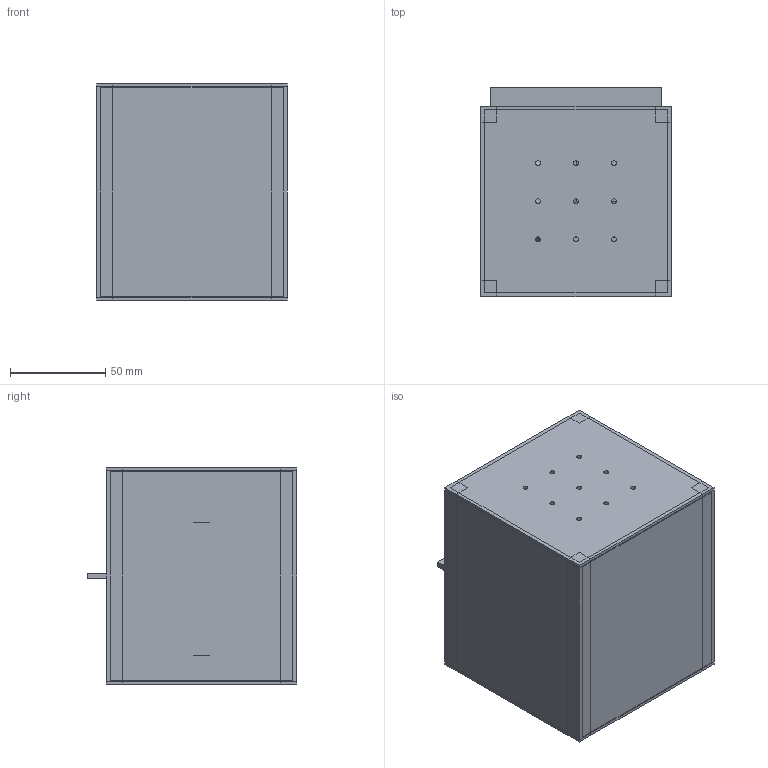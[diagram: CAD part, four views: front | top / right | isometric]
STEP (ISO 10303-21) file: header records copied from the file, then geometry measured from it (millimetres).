
FILE_DESCRIPTION(('FreeCAD Model'),'2;1');
FILE_NAME('Open CASCADE Shape Model','2025-08-26T19:11:42',('Author'),( ''),'Open CASCADE STEP processor 7.8','FreeCAD','Unknown');
FILE_SCHEMA(('AUTOMOTIVE_DESIGN { 1 0 10303 214 1 1 1 1 }'));
Length unit declared in the file: millimetre
Products named in the file (12): Chassis; AssemblyCompound; Baseplate; Cavity; MagYoke; Tank; GridStack; Cathode; Gimbal; ControlZynq; PPU; HVFeedthrough
Bounding box: 100 x 110 x 113.5 mm (x, y, z)
Volume: 857577.4 mm3; surface area: 426824.6 mm2
Topology: 28 solids, 40 shells, 608 faces, 1354 edges, 848 vertices
Faces by surface type: plane 460, cylinder 144, cone 2, sphere 2
Full cylindrical faces by diameter (mm): 1 x2, 2.2 x64, 2.6 x18, 11 x2, 34 x2, 40 x10, 45 x4, 47 x2, 50 x2, 55 x10, 56 x2, 59 x2, 62 x2, 65 x2
Entity records: 37269 total; most frequent: CARTESIAN_POINT 9623, DIRECTION 4904, LINE 2888, VECTOR 2888, ORIENTED_EDGE 2704, PCURVE 2704, DEFINITIONAL_REPRESENTATION 2704, EDGE_CURVE 1352
